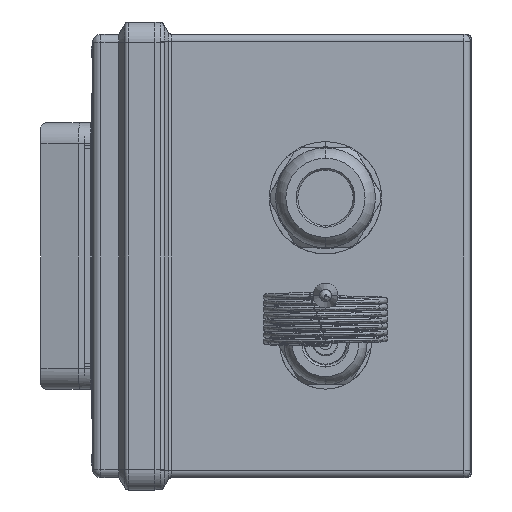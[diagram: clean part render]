
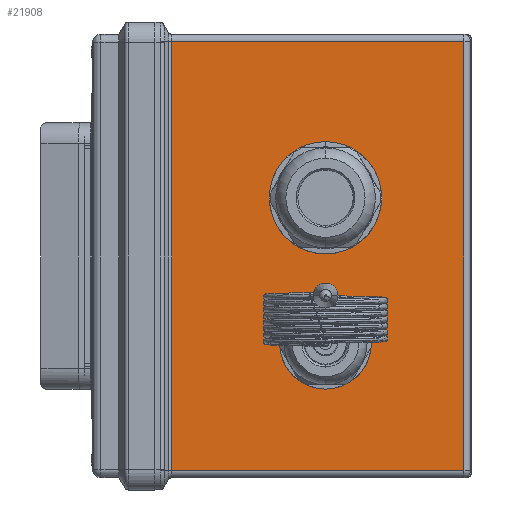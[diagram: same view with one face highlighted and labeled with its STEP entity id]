
A CAD part, left-side view. The second image highlights one B-rep face of the part: STEP entity #21908.
In plain terms, the highlighted planar face has unit normal (-1, 0, 0).
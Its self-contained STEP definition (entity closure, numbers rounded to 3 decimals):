
#3750 = VECTOR ( 'NONE', #63511, 1000. ) ;
#5167 = DIRECTION ( 'NONE',  ( 0., 0., 1. ) ) ;
#5258 = DIRECTION ( 'NONE',  ( -1., 0., 0. ) ) ;
#7058 = CARTESIAN_POINT ( 'NONE',  ( -82.3, -41., 24. ) ) ;
#7794 = FACE_BOUND ( 'NONE', #64945, .T. ) ;
#9020 = EDGE_LOOP ( 'NONE', ( #45460, #82367, #54590, #114967 ) ) ;
#9892 = CARTESIAN_POINT ( 'NONE',  ( -82.3, -4.056, 51.5 ) ) ;
#10971 = CIRCLE ( 'NONE', #94983, 8. ) ;
#15275 = LINE ( 'NONE', #94344, #102196 ) ;
#16287 = FACE_OUTER_BOUND ( 'NONE', #9020, .T. ) ;
#17085 = CARTESIAN_POINT ( 'NONE',  ( -82.3, -75.8, 51.5 ) ) ;
#18648 = EDGE_CURVE ( 'NONE', #62213, #69873, #15275, .T. ) ;
#21908 = ADVANCED_FACE ( 'NONE', ( #37808, #7794, #16287 ), #72097, .T. ) ;
#22390 = ORIENTED_EDGE ( 'NONE', *, *, #95830, .F. ) ;
#26552 = EDGE_CURVE ( 'NONE', #42353, #62213, #108489, .T. ) ;
#29673 = VERTEX_POINT ( 'NONE', #100702 ) ;
#30436 = VERTEX_POINT ( 'NONE', #106592 ) ;
#31244 = EDGE_CURVE ( 'NONE', #30436, #42353, #43547, .T. ) ;
#36712 = AXIS2_PLACEMENT_3D ( 'NONE', #62153, #99957, #54141 ) ;
#37808 = FACE_BOUND ( 'NONE', #91340, .T. ) ;
#39760 = DIRECTION ( 'NONE',  ( 0., 0., -1. ) ) ;
#40514 = DIRECTION ( 'NONE',  ( -1., 0., 0. ) ) ;
#41156 = DIRECTION ( 'NONE',  ( 0., 0., 1. ) ) ;
#41747 = ORIENTED_EDGE ( 'NONE', *, *, #61659, .F. ) ;
#42353 = VERTEX_POINT ( 'NONE', #117307 ) ;
#43547 = LINE ( 'NONE', #71317, #106319 ) ;
#43947 = VERTEX_POINT ( 'NONE', #85406 ) ;
#45460 = ORIENTED_EDGE ( 'NONE', *, *, #52181, .T. ) ;
#48134 = CARTESIAN_POINT ( 'NONE',  ( -82.3, -4.056, -51.5 ) ) ;
#51658 = EDGE_CURVE ( 'NONE', #29673, #43947, #10971, .T. ) ;
#52181 = EDGE_CURVE ( 'NONE', #69873, #30436, #72328, .T. ) ;
#52923 = VECTOR ( 'NONE', #117932, 1000. ) ;
#54141 = DIRECTION ( 'NONE',  ( 0., 0., 1. ) ) ;
#54590 = ORIENTED_EDGE ( 'NONE', *, *, #26552, .T. ) ;
#55345 = VERTEX_POINT ( 'NONE', #79592 ) ;
#57475 = EDGE_CURVE ( 'NONE', #106399, #55345, #73751, .T. ) ;
#61659 = EDGE_CURVE ( 'NONE', #55345, #106399, #65945, .T. ) ;
#61775 = DIRECTION ( 'NONE',  ( 0., 0., 1. ) ) ;
#62153 = CARTESIAN_POINT ( 'NONE',  ( -82.3, -75.8, -53.3 ) ) ;
#62213 = VERTEX_POINT ( 'NONE', #9892 ) ;
#63511 = DIRECTION ( 'NONE',  ( 0., -1., 0. ) ) ;
#64945 = EDGE_LOOP ( 'NONE', ( #114195, #22390 ) ) ;
#65945 = CIRCLE ( 'NONE', #103834, 10. ) ;
#66707 = CARTESIAN_POINT ( 'NONE',  ( -82.3, -41., 14. ) ) ;
#67883 = DIRECTION ( 'NONE',  ( 0., 0., 1. ) ) ;
#68380 = CARTESIAN_POINT ( 'NONE',  ( -82.3, -41., -21. ) ) ;
#69873 = VERTEX_POINT ( 'NONE', #48134 ) ;
#71317 = CARTESIAN_POINT ( 'NONE',  ( -82.3, -74.3, -53.3 ) ) ;
#72097 = PLANE ( 'NONE',  #36712 ) ;
#72328 = LINE ( 'NONE', #107749, #3750 ) ;
#73751 = CIRCLE ( 'NONE', #106607, 10. ) ;
#75904 = DIRECTION ( 'NONE',  ( -1., 0., 0. ) ) ;
#75978 = AXIS2_PLACEMENT_3D ( 'NONE', #87291, #88067, #5167 ) ;
#77608 = DIRECTION ( 'NONE',  ( 0., 0., 1. ) ) ;
#79592 = CARTESIAN_POINT ( 'NONE',  ( -82.3, -41., 4. ) ) ;
#80574 = ORIENTED_EDGE ( 'NONE', *, *, #57475, .F. ) ;
#82367 = ORIENTED_EDGE ( 'NONE', *, *, #31244, .T. ) ;
#85406 = CARTESIAN_POINT ( 'NONE',  ( -82.3, -41., -29. ) ) ;
#87291 = CARTESIAN_POINT ( 'NONE',  ( -82.3, -41., -21. ) ) ;
#88067 = DIRECTION ( 'NONE',  ( -1., 0., 0. ) ) ;
#91340 = EDGE_LOOP ( 'NONE', ( #80574, #41747 ) ) ;
#94344 = CARTESIAN_POINT ( 'NONE',  ( -82.3, -4.056, -53.3 ) ) ;
#94983 = AXIS2_PLACEMENT_3D ( 'NONE', #68380, #40514, #77608 ) ;
#95830 = EDGE_CURVE ( 'NONE', #43947, #29673, #97645, .T. ) ;
#97645 = CIRCLE ( 'NONE', #75978, 8. ) ;
#99957 = DIRECTION ( 'NONE',  ( -1., 0., 0. ) ) ;
#100702 = CARTESIAN_POINT ( 'NONE',  ( -82.3, -41., -13. ) ) ;
#102196 = VECTOR ( 'NONE', #39760, 1000. ) ;
#103834 = AXIS2_PLACEMENT_3D ( 'NONE', #114496, #5258, #41156 ) ;
#106319 = VECTOR ( 'NONE', #61775, 1000. ) ;
#106399 = VERTEX_POINT ( 'NONE', #7058 ) ;
#106592 = CARTESIAN_POINT ( 'NONE',  ( -82.3, -74.3, -51.5 ) ) ;
#106607 = AXIS2_PLACEMENT_3D ( 'NONE', #66707, #75904, #67883 ) ;
#107749 = CARTESIAN_POINT ( 'NONE',  ( -82.3, -75.8, -51.5 ) ) ;
#108489 = LINE ( 'NONE', #17085, #52923 ) ;
#114195 = ORIENTED_EDGE ( 'NONE', *, *, #51658, .F. ) ;
#114496 = CARTESIAN_POINT ( 'NONE',  ( -82.3, -41., 14. ) ) ;
#114967 = ORIENTED_EDGE ( 'NONE', *, *, #18648, .T. ) ;
#117307 = CARTESIAN_POINT ( 'NONE',  ( -82.3, -74.3, 51.5 ) ) ;
#117932 = DIRECTION ( 'NONE',  ( 0., 1., 0. ) ) ;
